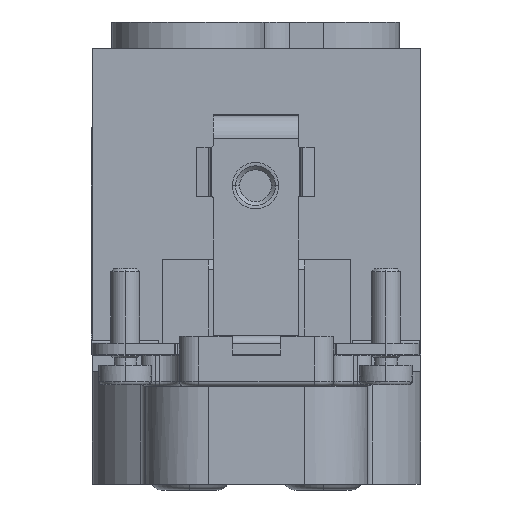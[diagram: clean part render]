
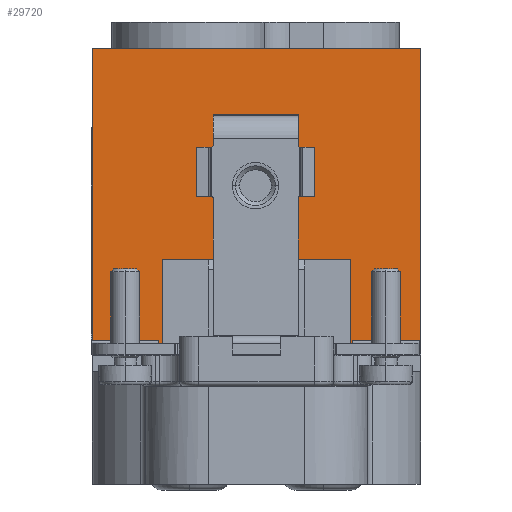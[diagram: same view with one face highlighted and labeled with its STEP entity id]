
A CAD part, front view. The second image highlights one B-rep face of the part: STEP entity #29720.
In plain terms, the highlighted planar face has unit normal (0, -1, 0).
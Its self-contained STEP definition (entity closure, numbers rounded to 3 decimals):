
#264=DIRECTION('',(-1.,0.,0.));
#265=VECTOR('',#264,0.35);
#266=CARTESIAN_POINT('',(-9.75,-45.1,-9.6));
#267=LINE('',#266,#265);
#280=DIRECTION('',(-1.,0.,0.));
#281=VECTOR('',#280,0.1);
#282=CARTESIAN_POINT('',(17.,-45.1,-9.6));
#283=LINE('',#282,#281);
#288=DIRECTION('',(-1.,0.,0.));
#289=VECTOR('',#288,0.147);
#290=CARTESIAN_POINT('',(9.9,-45.1,-9.6));
#291=LINE('',#290,#289);
#3071=DIRECTION('',(0.,0.,1.));
#3072=VECTOR('',#3071,30.244);
#3073=CARTESIAN_POINT('',(-17.,-45.1,-8.344));
#3074=LINE('',#3073,#3072);
#3106=DIRECTION('',(-1.,0.,0.));
#3107=VECTOR('',#3106,8.8);
#3108=CARTESIAN_POINT('',(4.3,-45.1,14.973));
#3109=LINE('',#3108,#3107);
#3110=DIRECTION('',(0.,0.,1.));
#3111=VECTOR('',#3110,1.219);
#3112=CARTESIAN_POINT('',(-4.5,-45.1,13.755));
#3113=LINE('',#3112,#3111);
#3114=DIRECTION('',(-1.,0.,0.));
#3115=VECTOR('',#3114,8.8);
#3116=CARTESIAN_POINT('',(4.3,-45.1,13.755));
#3117=LINE('',#3116,#3115);
#3118=DIRECTION('',(0.,0.,1.));
#3119=VECTOR('',#3118,1.219);
#3120=CARTESIAN_POINT('',(4.3,-45.1,13.755));
#3121=LINE('',#3120,#3119);
#3122=DIRECTION('',(-1.,0.,0.));
#3123=VECTOR('',#3122,6.9);
#3124=CARTESIAN_POINT('',(-10.1,-45.1,-8.344));
#3125=LINE('',#3124,#3123);
#3126=DIRECTION('',(0.,0.,1.));
#3127=VECTOR('',#3126,31.5);
#3128=CARTESIAN_POINT('',(17.,-45.1,-9.6));
#3129=LINE('',#3128,#3127);
#3130=DIRECTION('',(0.,0.,1.));
#3131=VECTOR('',#3130,1.256);
#3132=CARTESIAN_POINT('',(16.9,-45.1,-9.6));
#3133=LINE('',#3132,#3131);
#3134=DIRECTION('',(-1.,0.,0.));
#3135=VECTOR('',#3134,7.);
#3136=CARTESIAN_POINT('',(16.9,-45.1,-8.344));
#3137=LINE('',#3136,#3135);
#3138=DIRECTION('',(0.,0.,1.));
#3139=VECTOR('',#3138,1.256);
#3140=CARTESIAN_POINT('',(9.9,-45.1,-9.6));
#3141=LINE('',#3140,#3139);
#3142=DIRECTION('',(0.,0.,1.));
#3143=VECTOR('',#3142,1.256);
#3144=CARTESIAN_POINT('',(-10.1,-45.1,-9.6));
#3145=LINE('',#3144,#3143);
#3146=CARTESIAN_POINT('',(-0.1,-45.1,7.65));
#3147=DIRECTION('',(0.,1.,0.));
#3148=DIRECTION('',(-1.,0.,0.));
#3149=AXIS2_PLACEMENT_3D('',#3146,#3147,#3148);
#3151=CARTESIAN_POINT('',(-0.1,-45.1,7.65));
#3152=DIRECTION('',(0.,1.,0.));
#3153=DIRECTION('',(1.,0.,0.));
#3154=AXIS2_PLACEMENT_3D('',#3151,#3152,#3153);
#4902=DIRECTION('',(-1.,0.,0.));
#4903=VECTOR('',#4902,34.);
#4904=CARTESIAN_POINT('',(17.,-45.1,21.9));
#4905=LINE('',#4904,#4903);
#15603=DIRECTION('',(0.,0.,-1.));
#15604=VECTOR('',#15603,9.6);
#15605=CARTESIAN_POINT('',(9.75,-45.1,0.));
#15606=LINE('',#15605,#15604);
#15665=DIRECTION('',(0.,0.,-1.));
#15666=VECTOR('',#15665,9.6);
#15667=CARTESIAN_POINT('',(-9.75,-45.1,0.));
#15668=LINE('',#15667,#15666);
#15677=DIRECTION('',(-1.,0.,0.));
#15678=VECTOR('',#15677,19.5);
#15679=CARTESIAN_POINT('',(9.75,-45.1,0.));
#15680=LINE('',#15679,#15678);
#21454=CARTESIAN_POINT('',(17.,-45.1,21.9));
#21455=CARTESIAN_POINT('',(-17.,-45.1,21.9));
#21456=VERTEX_POINT('',#21454);
#21457=VERTEX_POINT('',#21455);
#21462=CARTESIAN_POINT('',(17.,-45.1,-9.6));
#21463=VERTEX_POINT('',#21462);
#21500=CARTESIAN_POINT('',(9.75,-45.1,0.));
#21501=CARTESIAN_POINT('',(-9.75,-45.1,0.));
#21502=VERTEX_POINT('',#21500);
#21503=VERTEX_POINT('',#21501);
#21505=CARTESIAN_POINT('',(-9.75,-45.1,-9.6));
#21507=VERTEX_POINT('',#21505);
#21527=CARTESIAN_POINT('',(9.753,-45.1,-9.6));
#21529=VERTEX_POINT('',#21527);
#22964=CARTESIAN_POINT('',(-17.,-45.1,-8.344));
#22965=VERTEX_POINT('',#22964);
#22970=CARTESIAN_POINT('',(-10.1,-45.1,-9.6));
#22971=VERTEX_POINT('',#22970);
#22976=CARTESIAN_POINT('',(16.9,-45.1,-9.6));
#22977=VERTEX_POINT('',#22976);
#22978=CARTESIAN_POINT('',(9.9,-45.1,-9.6));
#22979=VERTEX_POINT('',#22978);
#22980=CARTESIAN_POINT('',(4.3,-45.1,14.973));
#22981=CARTESIAN_POINT('',(-4.5,-45.1,14.973));
#22982=VERTEX_POINT('',#22980);
#22983=VERTEX_POINT('',#22981);
#22984=CARTESIAN_POINT('',(4.3,-45.1,13.755));
#22985=CARTESIAN_POINT('',(-4.5,-45.1,13.755));
#22986=VERTEX_POINT('',#22984);
#22987=VERTEX_POINT('',#22985);
#22988=CARTESIAN_POINT('',(-10.1,-45.1,-8.344));
#22989=VERTEX_POINT('',#22988);
#22990=CARTESIAN_POINT('',(16.9,-45.1,-8.344));
#22991=CARTESIAN_POINT('',(9.9,-45.1,-8.344));
#22992=VERTEX_POINT('',#22990);
#22993=VERTEX_POINT('',#22991);
#22994=CARTESIAN_POINT('',(-2.35,-45.1,7.65));
#22995=CARTESIAN_POINT('',(2.15,-45.1,7.65));
#22996=VERTEX_POINT('',#22994);
#22997=VERTEX_POINT('',#22995);
#29675=CARTESIAN_POINT('',(17.,-45.1,-9.6));
#29676=DIRECTION('',(0.,-1.,0.));
#29677=DIRECTION('',(-1.,0.,0.));
#29678=AXIS2_PLACEMENT_3D('',#29675,#29676,#29677);
#29679=PLANE('',#29678);
#29680=ORIENTED_EDGE('',*,*,#29663,.T.);
#29681=ORIENTED_EDGE('',*,*,#29635,.T.);
#29683=ORIENTED_EDGE('',*,*,#29682,.F.);
#29684=ORIENTED_EDGE('',*,*,#28517,.F.);
#29685=ORIENTED_EDGE('',*,*,#28232,.T.);
#29687=ORIENTED_EDGE('',*,*,#29686,.T.);
#29689=ORIENTED_EDGE('',*,*,#29688,.T.);
#29691=ORIENTED_EDGE('',*,*,#29690,.F.);
#29692=ORIENTED_EDGE('',*,*,#28240,.T.);
#29694=ORIENTED_EDGE('',*,*,#29693,.F.);
#29696=ORIENTED_EDGE('',*,*,#29695,.T.);
#29698=ORIENTED_EDGE('',*,*,#29697,.T.);
#29699=ORIENTED_EDGE('',*,*,#28212,.T.);
#29701=ORIENTED_EDGE('',*,*,#29700,.T.);
#29702=EDGE_LOOP('',(#29680,#29681,#29683,#29684,#29685,#29687,#29689,#29691,
#29692,#29694,#29696,#29698,#29699,#29701));
#29703=FACE_OUTER_BOUND('',#29702,.F.);
#29705=ORIENTED_EDGE('',*,*,#29704,.T.);
#29707=ORIENTED_EDGE('',*,*,#29706,.F.);
#29709=ORIENTED_EDGE('',*,*,#29708,.F.);
#29711=ORIENTED_EDGE('',*,*,#29710,.T.);
#29712=EDGE_LOOP('',(#29705,#29707,#29709,#29711));
#29713=FACE_BOUND('',#29712,.F.);
#29715=ORIENTED_EDGE('',*,*,#29714,.F.);
#29717=ORIENTED_EDGE('',*,*,#29716,.F.);
#29718=EDGE_LOOP('',(#29715,#29717));
#29719=FACE_BOUND('',#29718,.F.);
#29720=ADVANCED_FACE('',(#29703,#29713,#29719),#29679,.T.);
#3150=CIRCLE('',#3149,2.25);
#3155=CIRCLE('',#3154,2.25);
#28212=EDGE_CURVE('',#21507,#22971,#267,.T.);
#28232=EDGE_CURVE('',#21463,#22977,#283,.T.);
#28240=EDGE_CURVE('',#22979,#21529,#291,.T.);
#28517=EDGE_CURVE('',#21463,#21456,#3129,.T.);
#29635=EDGE_CURVE('',#22965,#21457,#3074,.T.);
#29663=EDGE_CURVE('',#22989,#22965,#3125,.T.);
#29682=EDGE_CURVE('',#21456,#21457,#4905,.T.);
#29686=EDGE_CURVE('',#22977,#22992,#3133,.T.);
#29688=EDGE_CURVE('',#22992,#22993,#3137,.T.);
#29690=EDGE_CURVE('',#22979,#22993,#3141,.T.);
#29693=EDGE_CURVE('',#21502,#21529,#15606,.T.);
#29695=EDGE_CURVE('',#21502,#21503,#15680,.T.);
#29697=EDGE_CURVE('',#21503,#21507,#15668,.T.);
#29700=EDGE_CURVE('',#22971,#22989,#3145,.T.);
#29704=EDGE_CURVE('',#22982,#22983,#3109,.T.);
#29706=EDGE_CURVE('',#22987,#22983,#3113,.T.);
#29708=EDGE_CURVE('',#22986,#22987,#3117,.T.);
#29710=EDGE_CURVE('',#22986,#22982,#3121,.T.);
#29714=EDGE_CURVE('',#22996,#22997,#3150,.T.);
#29716=EDGE_CURVE('',#22997,#22996,#3155,.T.);
